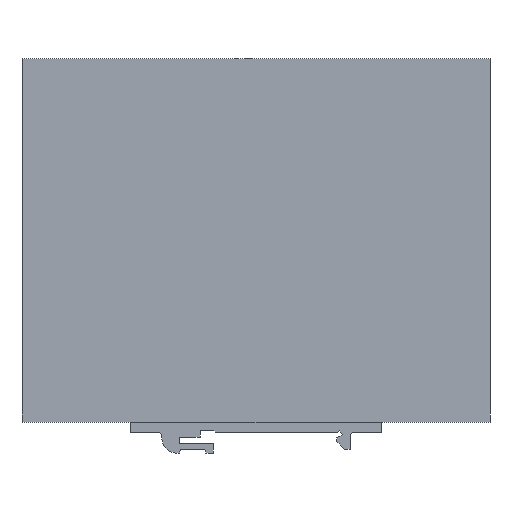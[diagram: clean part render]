
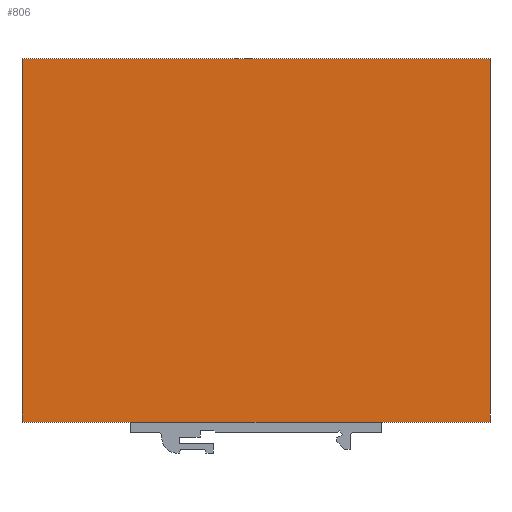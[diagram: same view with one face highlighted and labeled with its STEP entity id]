
A CAD part, left-side view. The second image highlights one B-rep face of the part: STEP entity #806.
In plain terms, the highlighted planar face has unit normal (-1, 0, 0).
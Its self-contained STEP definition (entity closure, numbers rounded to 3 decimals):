
#56 = CARTESIAN_POINT ( 'NONE',  ( -16.002, 61.6, 47.8 ) ) ;
#85 = ORIENTED_EDGE ( 'NONE', *, *, #613, .F. ) ;
#120 = CARTESIAN_POINT ( 'NONE',  ( -16.002, -61.6, 47.8 ) ) ;
#125 = CARTESIAN_POINT ( 'NONE',  ( -16.002, -61.6, 47.8 ) ) ;
#158 = CARTESIAN_POINT ( 'NONE',  ( -16.002, -61.6, -47.8 ) ) ;
#186 = CARTESIAN_POINT ( 'NONE',  ( -16.002, 61.6, 47.8 ) ) ;
#210 = LINE ( 'NONE', #951, #1145 ) ;
#221 = VERTEX_POINT ( 'NONE', #411 ) ;
#240 = PLANE ( 'NONE',  #1136 ) ;
#266 = DIRECTION ( 'NONE',  ( 0., 0., 1. ) ) ;
#288 = VERTEX_POINT ( 'NONE', #56 ) ;
#311 = LINE ( 'NONE', #158, #602 ) ;
#343 = CARTESIAN_POINT ( 'NONE',  ( -16.002, -61.6, -47.8 ) ) ;
#411 = CARTESIAN_POINT ( 'NONE',  ( -16.002, 61.6, -47.8 ) ) ;
#460 = LINE ( 'NONE', #186, #892 ) ;
#489 = VECTOR ( 'NONE', #858, 1000. ) ;
#524 = EDGE_LOOP ( 'NONE', ( #997, #848, #85, #766 ) ) ;
#533 = VERTEX_POINT ( 'NONE', #120 ) ;
#602 = VECTOR ( 'NONE', #785, 1000. ) ;
#613 = EDGE_CURVE ( 'NONE', #288, #533, #210, .T. ) ;
#637 = EDGE_CURVE ( 'NONE', #533, #727, #908, .T. ) ;
#674 = DIRECTION ( 'NONE',  ( 0., -1., 0. ) ) ;
#727 = VERTEX_POINT ( 'NONE', #343 ) ;
#766 = ORIENTED_EDGE ( 'NONE', *, *, #1091, .F. ) ;
#785 = DIRECTION ( 'NONE',  ( 0., 1., 0. ) ) ;
#804 = EDGE_CURVE ( 'NONE', #727, #221, #311, .T. ) ;
#806 = ADVANCED_FACE ( 'NONE', ( #1005 ), #240, .T. ) ;
#848 = ORIENTED_EDGE ( 'NONE', *, *, #637, .F. ) ;
#858 = DIRECTION ( 'NONE',  ( 0., 0., -1. ) ) ;
#892 = VECTOR ( 'NONE', #266, 1000. ) ;
#908 = LINE ( 'NONE', #125, #489 ) ;
#951 = CARTESIAN_POINT ( 'NONE',  ( -16.002, -61.6, 47.8 ) ) ;
#997 = ORIENTED_EDGE ( 'NONE', *, *, #804, .F. ) ;
#1005 = FACE_OUTER_BOUND ( 'NONE', #524, .T. ) ;
#1056 = DIRECTION ( 'NONE',  ( -1., 0., 0. ) ) ;
#1065 = DIRECTION ( 'NONE',  ( 0., 0., 1. ) ) ;
#1091 = EDGE_CURVE ( 'NONE', #221, #288, #460, .T. ) ;
#1136 = AXIS2_PLACEMENT_3D ( 'NONE', #1146, #1056, #1065 ) ;
#1145 = VECTOR ( 'NONE', #674, 1000. ) ;
#1146 = CARTESIAN_POINT ( 'NONE',  ( -16.002, 0., 0. ) ) ;
